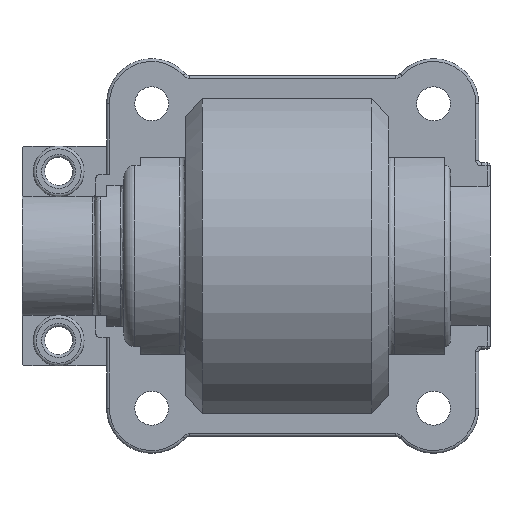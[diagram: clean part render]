
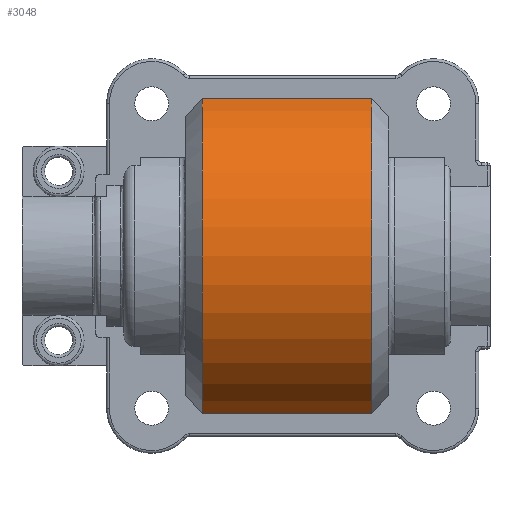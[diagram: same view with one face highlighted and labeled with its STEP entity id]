
A CAD part, front view. The second image highlights one B-rep face of the part: STEP entity #3048.
In plain terms, the highlighted cylindrical face has radius 30 mm (diameter 60 mm), a partial arc.
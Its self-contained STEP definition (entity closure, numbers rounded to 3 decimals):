
#293=FACE_OUTER_BOUND('',#478,.T.);
#478=EDGE_LOOP('',(#2414,#2415,#2416,#2417));
#561=CIRCLE('',#3136,30.);
#714=CIRCLE('',#3396,30.);
#909=LINE('',#5456,#1111);
#910=LINE('',#5457,#1112);
#1111=VECTOR('',#4200,10.);
#1112=VECTOR('',#4201,10.);
#1195=VERTEX_POINT('',#4572);
#1196=VERTEX_POINT('',#4576);
#1392=VERTEX_POINT('',#5438);
#1395=VERTEX_POINT('',#5445);
#1483=EDGE_CURVE('',#1195,#1196,#561,.T.);
#1783=EDGE_CURVE('',#1395,#1392,#714,.T.);
#1787=EDGE_CURVE('',#1195,#1392,#909,.T.);
#1788=EDGE_CURVE('',#1395,#1196,#910,.T.);
#2414=ORIENTED_EDGE('',*,*,#1787,.T.);
#2415=ORIENTED_EDGE('',*,*,#1783,.F.);
#2416=ORIENTED_EDGE('',*,*,#1788,.T.);
#2417=ORIENTED_EDGE('',*,*,#1483,.F.);
#2913=CYLINDRICAL_SURFACE('',#3398,30.);
#3048=ADVANCED_FACE('',(#293),#2913,.T.);
#3136=AXIS2_PLACEMENT_3D('',#4577,#3553,#3554);
#3396=AXIS2_PLACEMENT_3D('',#5449,#4191,#4192);
#3398=AXIS2_PLACEMENT_3D('',#5455,#4198,#4199);
#3553=DIRECTION('center_axis',(1.,0.,0.));
#3554=DIRECTION('ref_axis',(0.,0.,1.));
#4191=DIRECTION('center_axis',(-1.,0.,0.));
#4192=DIRECTION('ref_axis',(0.,0.,1.));
#4198=DIRECTION('center_axis',(1.,0.,0.));
#4199=DIRECTION('ref_axis',(0.,0.,1.));
#4200=DIRECTION('',(-1.,0.,0.));
#4201=DIRECTION('',(1.,0.,0.));
#4572=CARTESIAN_POINT('',(62.,-11.,27.911));
#4576=CARTESIAN_POINT('',(62.,-11.,-27.911));
#4577=CARTESIAN_POINT('Origin',(62.,0.,0.));
#5438=CARTESIAN_POINT('',(32.,-11.,27.911));
#5445=CARTESIAN_POINT('',(32.,-11.,-27.911));
#5449=CARTESIAN_POINT('Origin',(32.,0.,0.));
#5455=CARTESIAN_POINT('Origin',(47.,0.,0.));
#5456=CARTESIAN_POINT('',(47.,-11.,27.911));
#5457=CARTESIAN_POINT('',(47.,-11.,-27.911));
